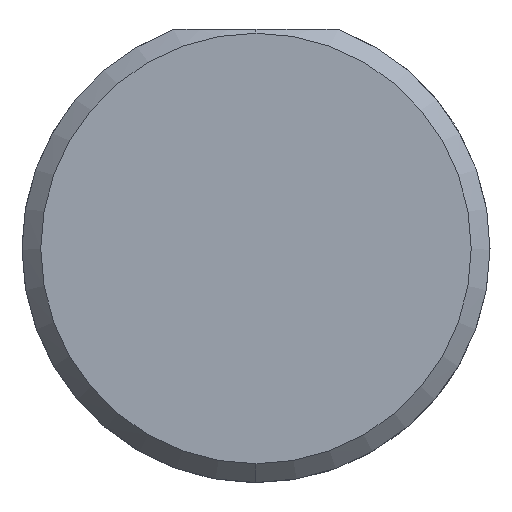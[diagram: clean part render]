
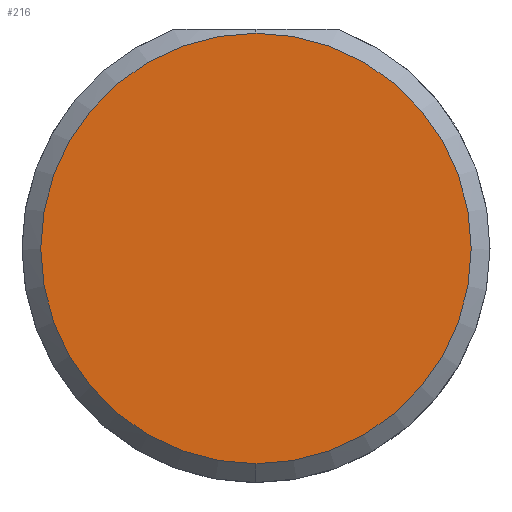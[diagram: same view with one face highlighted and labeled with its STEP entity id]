
A CAD part, left-side view. The second image highlights one B-rep face of the part: STEP entity #216.
In plain terms, the highlighted planar face has unit normal (-1, 0, 0).
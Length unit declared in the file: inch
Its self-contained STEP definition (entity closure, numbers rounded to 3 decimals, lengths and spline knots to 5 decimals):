
#43 = DIRECTION ( 'NONE',  ( -1., 0., 0. ) ) ;
#95 = DIRECTION ( 'NONE',  ( 0., 0., -1. ) ) ;
#146 = EDGE_CURVE ( 'NONE', #323, #625, #464, .T. ) ;
#147 = DIRECTION ( 'NONE',  ( 0., 0., 1. ) ) ;
#177 = EDGE_LOOP ( 'NONE', ( #204, #550 ) ) ;
#204 = ORIENTED_EDGE ( 'NONE', *, *, #465, .T. ) ;
#216 = ADVANCED_FACE ( 'NONE', ( #640 ), #369, .F. ) ;
#250 = AXIS2_PLACEMENT_3D ( 'NONE', #373, #530, #95 ) ;
#323 = VERTEX_POINT ( 'NONE', #694 ) ;
#332 = AXIS2_PLACEMENT_3D ( 'NONE', #356, #449, #571 ) ;
#356 = CARTESIAN_POINT ( 'NONE',  ( 0., 0., 0. ) ) ;
#369 = PLANE ( 'NONE',  #250 ) ;
#373 = CARTESIAN_POINT ( 'NONE',  ( 0., 0., 0. ) ) ;
#446 = CIRCLE ( 'NONE', #332, 0.17235 ) ;
#449 = DIRECTION ( 'NONE',  ( -1., 0., 0. ) ) ;
#464 = CIRCLE ( 'NONE', #683, 0.17235 ) ;
#465 = EDGE_CURVE ( 'NONE', #625, #323, #446, .T. ) ;
#480 = CARTESIAN_POINT ( 'NONE',  ( 0., 0., 0. ) ) ;
#519 = CARTESIAN_POINT ( 'NONE',  ( 0., 0., -0.17235 ) ) ;
#530 = DIRECTION ( 'NONE',  ( 1., 0., 0. ) ) ;
#550 = ORIENTED_EDGE ( 'NONE', *, *, #146, .T. ) ;
#571 = DIRECTION ( 'NONE',  ( 0., 0., 1. ) ) ;
#625 = VERTEX_POINT ( 'NONE', #519 ) ;
#640 = FACE_OUTER_BOUND ( 'NONE', #177, .T. ) ;
#683 = AXIS2_PLACEMENT_3D ( 'NONE', #480, #43, #147 ) ;
#694 = CARTESIAN_POINT ( 'NONE',  ( 0., 0., 0.17235 ) ) ;
